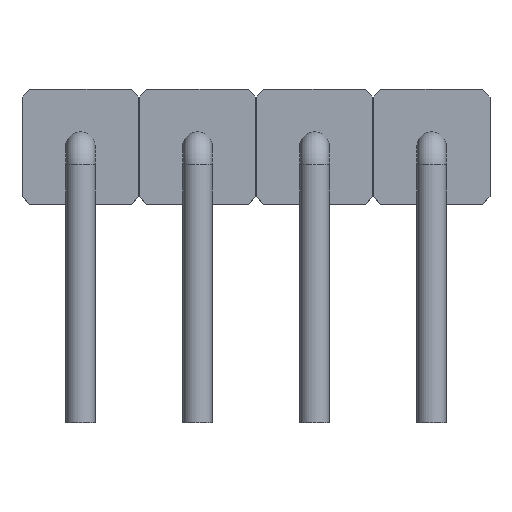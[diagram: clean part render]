
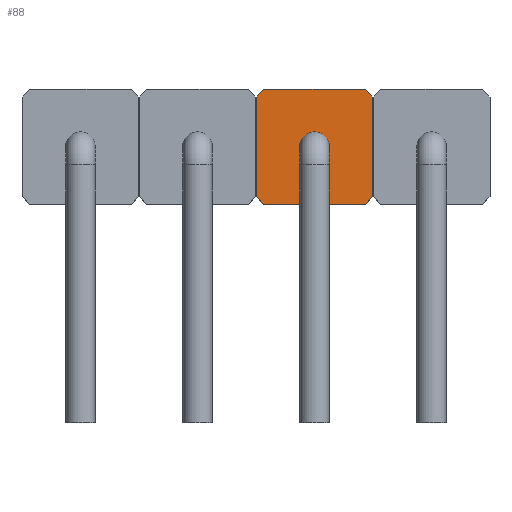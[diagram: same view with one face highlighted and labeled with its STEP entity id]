
A CAD part, top view. The second image highlights one B-rep face of the part: STEP entity #88.
In plain terms, the highlighted planar face has unit normal (0, 0, 1).
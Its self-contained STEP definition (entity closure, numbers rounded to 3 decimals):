
#88=ADVANCED_FACE('',(#808,#810),#812,.T.);
#808=FACE_BOUND('',#809,.T.);
#809=EDGE_LOOP('',(#1416,#1417,#1418,#1419,#1420,#1421,#1422,#1423));
#810=FACE_BOUND('',#811,.T.);
#811=EDGE_LOOP('',(#1424));
#812=PLANE('',#813);
#813=AXIS2_PLACEMENT_3D('',#814,#815,#816);
#814=CARTESIAN_POINT('',(5.082,0.,2.5));
#815=DIRECTION('',(0.,0.,1.));
#816=DIRECTION('',(1.,0.,0.));
#1416=ORIENTED_EDGE('',*,*,#1720,.T.);
#1417=ORIENTED_EDGE('',*,*,#1721,.T.);
#1418=ORIENTED_EDGE('',*,*,#1722,.T.);
#1419=ORIENTED_EDGE('',*,*,#1723,.T.);
#1420=ORIENTED_EDGE('',*,*,#1724,.T.);
#1421=ORIENTED_EDGE('',*,*,#1725,.T.);
#1422=ORIENTED_EDGE('',*,*,#1726,.T.);
#1423=ORIENTED_EDGE('',*,*,#1727,.T.);
#1424=ORIENTED_EDGE('',*,*,#1728,.F.);
#1720=EDGE_CURVE('',#1872,#1873,#1874,.T.);
#1721=EDGE_CURVE('',#1873,#1875,#1876,.T.);
#1722=EDGE_CURVE('',#1875,#1877,#1878,.T.);
#1723=EDGE_CURVE('',#1877,#1879,#1880,.T.);
#1724=EDGE_CURVE('',#1879,#1881,#1882,.T.);
#1725=EDGE_CURVE('',#1881,#1883,#1884,.T.);
#1726=EDGE_CURVE('',#1883,#1885,#1886,.T.);
#1727=EDGE_CURVE('',#1885,#1872,#1887,.T.);
#1728=EDGE_CURVE('',#1888,#1888,#1889,.T.);
#1872=VERTEX_POINT('',#2128);
#1873=VERTEX_POINT('',#2129);
#1874=LINE('',#2130,#2131);
#1875=VERTEX_POINT('',#2133);
#1876=LINE('',#2134,#2135);
#1877=VERTEX_POINT('',#2137);
#1878=LINE('',#2138,#2139);
#1879=VERTEX_POINT('',#2141);
#1880=LINE('',#2142,#2143);
#1881=VERTEX_POINT('',#2145);
#1882=LINE('',#2146,#2147);
#1883=VERTEX_POINT('',#2149);
#1884=LINE('',#2150,#2151);
#1885=VERTEX_POINT('',#2153);
#1886=LINE('',#2154,#2155);
#1887=LINE('',#2157,#2158);
#1888=VERTEX_POINT('',#2160);
#1889=CIRCLE('',#2161,0.32);
#2128=CARTESIAN_POINT('',(6.182,1.25,2.5));
#2129=CARTESIAN_POINT('',(3.982,1.25,2.5));
#2130=CARTESIAN_POINT('',(6.182,1.25,2.5));
#2131=VECTOR('',#2132,1.);
#2132=DIRECTION('',(-1.,0.,0.));
#2133=CARTESIAN_POINT('',(3.812,1.08,2.5));
#2134=CARTESIAN_POINT('',(3.982,1.25,2.5));
#2135=VECTOR('',#2136,1.);
#2136=DIRECTION('',(-0.707,-0.707,0.));
#2137=CARTESIAN_POINT('',(3.812,-1.08,2.5));
#2138=CARTESIAN_POINT('',(3.812,1.08,2.5));
#2139=VECTOR('',#2140,1.);
#2140=DIRECTION('',(0.,-1.,0.));
#2141=CARTESIAN_POINT('',(3.982,-1.25,2.5));
#2142=CARTESIAN_POINT('',(3.812,-1.08,2.5));
#2143=VECTOR('',#2144,1.);
#2144=DIRECTION('',(0.707,-0.707,0.));
#2145=CARTESIAN_POINT('',(6.182,-1.25,2.5));
#2146=CARTESIAN_POINT('',(3.982,-1.25,2.5));
#2147=VECTOR('',#2148,1.);
#2148=DIRECTION('',(1.,0.,0.));
#2149=CARTESIAN_POINT('',(6.352,-1.08,2.5));
#2150=CARTESIAN_POINT('',(6.182,-1.25,2.5));
#2151=VECTOR('',#2152,1.);
#2152=DIRECTION('',(0.707,0.707,0.));
#2153=CARTESIAN_POINT('',(6.352,1.08,2.5));
#2154=CARTESIAN_POINT('',(6.352,-1.08,2.5));
#2155=VECTOR('',#2156,1.);
#2156=DIRECTION('',(0.,1.,0.));
#2157=CARTESIAN_POINT('',(6.352,1.08,2.5));
#2158=VECTOR('',#2159,1.);
#2159=DIRECTION('',(-0.707,0.707,0.));
#2160=CARTESIAN_POINT('',(5.402,0.,2.5));
#2161=AXIS2_PLACEMENT_3D('',#2162,#2163,#2164);
#2162=CARTESIAN_POINT('',(5.082,0.,2.5));
#2163=DIRECTION('',(0.,0.,1.));
#2164=DIRECTION('',(1.,0.,0.));
